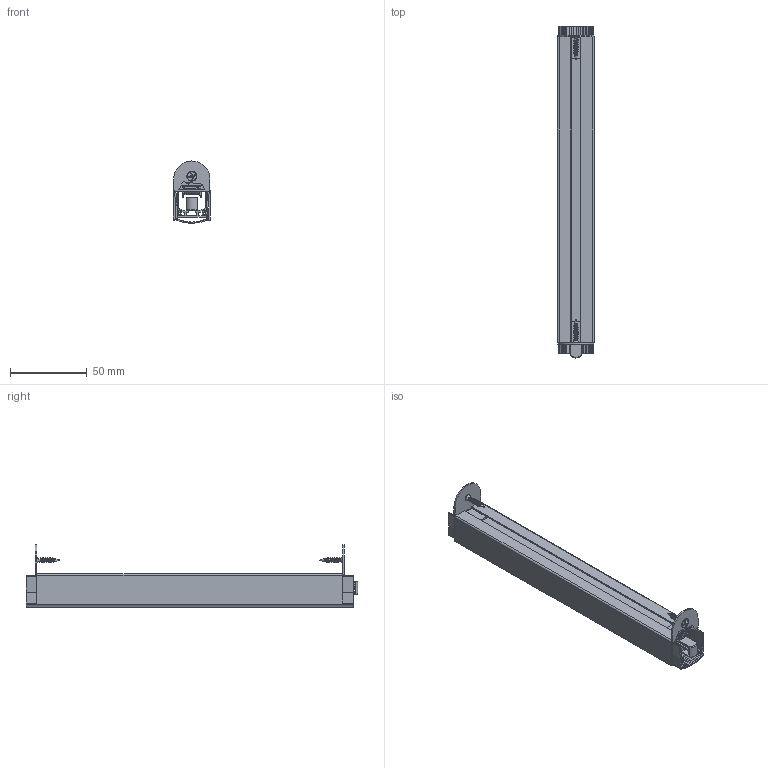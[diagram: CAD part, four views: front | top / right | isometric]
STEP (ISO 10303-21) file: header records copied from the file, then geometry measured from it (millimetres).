
FILE_DESCRIPTION(/* description */ ('Unknown'),/* implementation_level */ '2;1');
FILE_NAME(/* name */ '1-938_Stadi-L2420WS_3D',/* time_stamp */ '2021-06-07T17:51:30+02:00',/* author */ ('Unknown'),/* organization */ ('Unknown'),/* preprocessor_version */ 'ST-DEVELOPER v16.7',/* originating_system */ 'Solid Edge',/* authorisation */ 'Unknown');
FILE_SCHEMA (('AUTOMOTIVE_DESIGN {1 0 10303 214 3 1 1}'));
Length unit declared in the file: millimetre
Products named in the file (12): 28509_Bodendichtung; AP_621; AP_622; 28511_Dichtprofil; 13428_oa_0; 13969; 31234_Befestigungswinkel; 21890_Befestigungsschraube; 28512_Etikett_3D__Stadi_L-24_20_WS; 26541_Etikett_Athmer_klein_kurz; 31110_Athmer_Logo__ab_2021_; 28513_Text__Stadi_L-24_20_WS
Assembly tree (13 placements, depth 3):
  28509_Bodendichtung
    AP_621
    AP_622
    28511_Dichtprofil
    13428_oa_0
      13969
    31234_Befestigungswinkel  x2
    21890_Befestigungsschraube  x2
    28512_Etikett_3D__Stadi_L-24_20_WS
      26541_Etikett_Athmer_klein_kurz
      31110_Athmer_Logo__ab_2021_
      28513_Text__Stadi_L-24_20_WS
Bounding box: 24.2 x 216.99 x 40.58 mm (x, y, z)
Volume: 43439.8 mm3; surface area: 91188.5 mm2
Topology: 27 solids, 27 shells, 942 faces, 2534 edges, 1674 vertices
Faces by surface type: plane 603, cylinder 193, bspline 118, torus 15, cone 13
Full cylindrical faces by diameter (mm): 1.003 x2, 4.134 x1, 6.132 x2
Entity records: 27168 total; most frequent: CARTESIAN_POINT 8869, ORIENTED_EDGE 3952, DIRECTION 3271, EDGE_CURVE 1976, VERTEX_POINT 1316, LINE 1297, VECTOR 1297, AXIS2_PLACEMENT_3D 987
